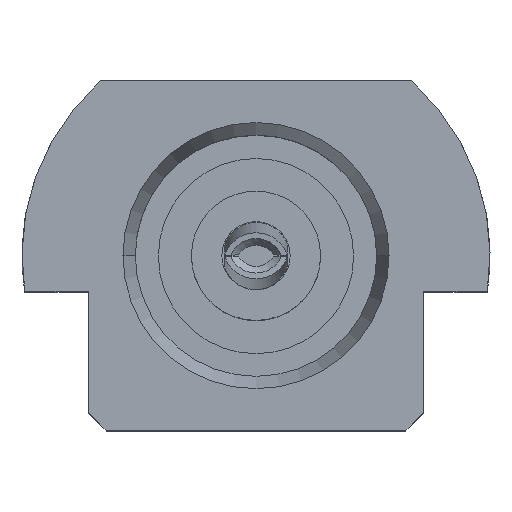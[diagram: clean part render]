
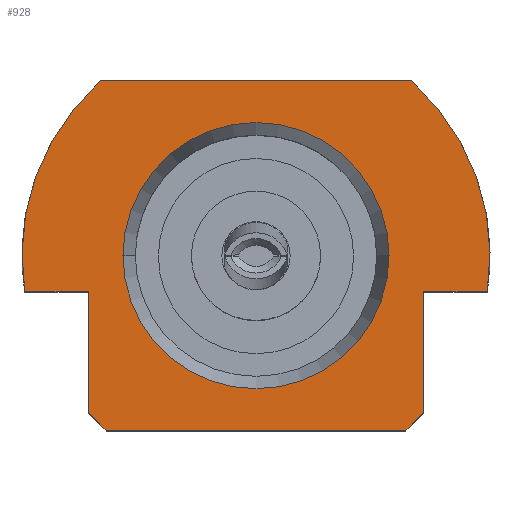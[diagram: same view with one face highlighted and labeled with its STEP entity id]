
A CAD part, top view. The second image highlights one B-rep face of the part: STEP entity #928.
In plain terms, the highlighted planar face has unit normal (0, 0, 1).
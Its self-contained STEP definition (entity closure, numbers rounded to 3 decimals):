
#2=CARTESIAN_POINT('',(0.,0.,0.));
#3=DIRECTION('',(0.,0.,1.));
#4=DIRECTION('',(-0.666,0.746,0.));
#5=AXIS2_PLACEMENT_3D('',#2,#3,#4);
#7=DIRECTION('',(-1.,0.,0.));
#8=VECTOR('',#7,4.46);
#9=CARTESIAN_POINT('',(2.23,2.5,0.));
#10=LINE('',#9,#8);
#11=CARTESIAN_POINT('',(0.,0.,0.));
#12=DIRECTION('',(0.,0.,1.));
#13=DIRECTION('',(0.988,-0.152,0.));
#14=AXIS2_PLACEMENT_3D('',#11,#12,#13);
#16=DIRECTION('',(1.,0.,0.));
#17=VECTOR('',#16,0.911);
#18=CARTESIAN_POINT('',(2.4,-0.508,0.));
#19=LINE('',#18,#17);
#20=DIRECTION('',(0.,1.,0.));
#21=VECTOR('',#20,1.738);
#22=CARTESIAN_POINT('',(2.4,-2.246,0.));
#23=LINE('',#22,#21);
#24=DIRECTION('',(0.707,0.707,0.));
#25=VECTOR('',#24,0.359);
#26=CARTESIAN_POINT('',(2.146,-2.5,0.));
#27=LINE('',#26,#25);
#28=DIRECTION('',(1.,0.,0.));
#29=VECTOR('',#28,4.292);
#30=CARTESIAN_POINT('',(-2.146,-2.5,0.));
#31=LINE('',#30,#29);
#32=DIRECTION('',(0.707,-0.707,0.));
#33=VECTOR('',#32,0.359);
#34=CARTESIAN_POINT('',(-2.4,-2.246,0.));
#35=LINE('',#34,#33);
#36=DIRECTION('',(0.,-1.,0.));
#37=VECTOR('',#36,1.738);
#38=CARTESIAN_POINT('',(-2.4,-0.508,0.));
#39=LINE('',#38,#37);
#40=DIRECTION('',(1.,0.,0.));
#41=VECTOR('',#40,0.911);
#42=CARTESIAN_POINT('',(-3.311,-0.508,0.));
#43=LINE('',#42,#41);
#44=CARTESIAN_POINT('',(0.,0.,0.));
#45=DIRECTION('',(0.,0.,-1.));
#46=DIRECTION('',(0.,-1.,0.));
#47=AXIS2_PLACEMENT_3D('',#44,#45,#46);
#49=CARTESIAN_POINT('',(0.,0.,0.));
#50=DIRECTION('',(0.,0.,-1.));
#51=DIRECTION('',(1.,0.,0.));
#52=AXIS2_PLACEMENT_3D('',#49,#50,#51);
#54=CARTESIAN_POINT('',(0.,0.,0.));
#55=DIRECTION('',(0.,0.,-1.));
#56=DIRECTION('',(-1.,0.,0.));
#57=AXIS2_PLACEMENT_3D('',#54,#55,#56);
#697=CARTESIAN_POINT('',(2.23,2.5,0.));
#698=CARTESIAN_POINT('',(-2.23,2.5,0.));
#699=VERTEX_POINT('',#697);
#700=VERTEX_POINT('',#698);
#701=CARTESIAN_POINT('',(3.311,-0.508,0.));
#702=VERTEX_POINT('',#701);
#703=CARTESIAN_POINT('',(2.4,-0.508,0.));
#704=VERTEX_POINT('',#703);
#705=CARTESIAN_POINT('',(2.4,-2.246,0.));
#706=VERTEX_POINT('',#705);
#707=CARTESIAN_POINT('',(2.146,-2.5,0.));
#708=VERTEX_POINT('',#707);
#709=CARTESIAN_POINT('',(-2.146,-2.5,0.));
#710=VERTEX_POINT('',#709);
#711=CARTESIAN_POINT('',(-2.4,-2.246,0.));
#712=VERTEX_POINT('',#711);
#713=CARTESIAN_POINT('',(-2.4,-0.508,0.));
#714=VERTEX_POINT('',#713);
#715=CARTESIAN_POINT('',(-3.311,-0.508,0.));
#716=VERTEX_POINT('',#715);
#717=CARTESIAN_POINT('',(1.905,0.,0.));
#718=CARTESIAN_POINT('',(0.,-1.905,0.));
#719=VERTEX_POINT('',#717);
#720=VERTEX_POINT('',#718);
#721=CARTESIAN_POINT('',(-1.905,0.,0.));
#722=VERTEX_POINT('',#721);
#893=CARTESIAN_POINT('',(0.,0.,0.));
#894=DIRECTION('',(0.,0.,1.));
#895=DIRECTION('',(1.,0.,0.));
#896=AXIS2_PLACEMENT_3D('',#893,#894,#895);
#897=PLANE('',#896);
#899=ORIENTED_EDGE('',*,*,#898,.F.);
#901=ORIENTED_EDGE('',*,*,#900,.F.);
#903=ORIENTED_EDGE('',*,*,#902,.F.);
#905=ORIENTED_EDGE('',*,*,#904,.F.);
#907=ORIENTED_EDGE('',*,*,#906,.F.);
#909=ORIENTED_EDGE('',*,*,#908,.F.);
#911=ORIENTED_EDGE('',*,*,#910,.F.);
#913=ORIENTED_EDGE('',*,*,#912,.F.);
#915=ORIENTED_EDGE('',*,*,#914,.F.);
#917=ORIENTED_EDGE('',*,*,#916,.F.);
#918=EDGE_LOOP('',(#899,#901,#903,#905,#907,#909,#911,#913,#915,#917));
#919=FACE_OUTER_BOUND('',#918,.F.);
#921=ORIENTED_EDGE('',*,*,#920,.F.);
#923=ORIENTED_EDGE('',*,*,#922,.F.);
#925=ORIENTED_EDGE('',*,*,#924,.F.);
#926=EDGE_LOOP('',(#921,#923,#925));
#927=FACE_BOUND('',#926,.F.);
#928=ADVANCED_FACE('',(#919,#927),#897,.T.);
#6=CIRCLE('',#5,3.35);
#15=CIRCLE('',#14,3.35);
#48=CIRCLE('',#47,1.905);
#53=CIRCLE('',#52,1.905);
#58=CIRCLE('',#57,1.905);
#898=EDGE_CURVE('',#700,#716,#6,.T.);
#900=EDGE_CURVE('',#699,#700,#10,.T.);
#902=EDGE_CURVE('',#702,#699,#15,.T.);
#904=EDGE_CURVE('',#704,#702,#19,.T.);
#906=EDGE_CURVE('',#706,#704,#23,.T.);
#908=EDGE_CURVE('',#708,#706,#27,.T.);
#910=EDGE_CURVE('',#710,#708,#31,.T.);
#912=EDGE_CURVE('',#712,#710,#35,.T.);
#914=EDGE_CURVE('',#714,#712,#39,.T.);
#916=EDGE_CURVE('',#716,#714,#43,.T.);
#920=EDGE_CURVE('',#720,#722,#48,.T.);
#922=EDGE_CURVE('',#719,#720,#53,.T.);
#924=EDGE_CURVE('',#722,#719,#58,.T.);
